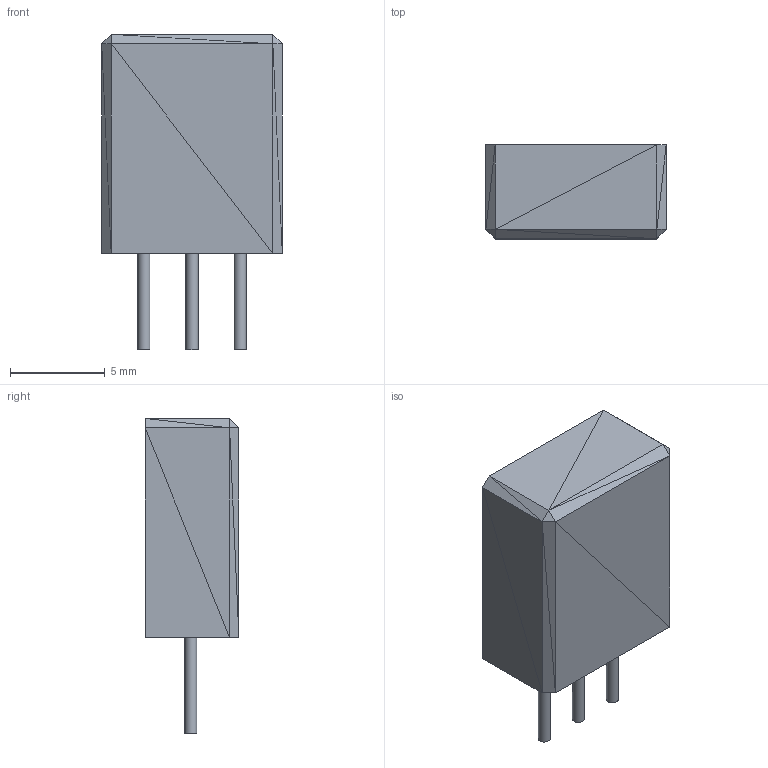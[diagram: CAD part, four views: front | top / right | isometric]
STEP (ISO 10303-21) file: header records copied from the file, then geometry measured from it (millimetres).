
FILE_DESCRIPTION(('STEP AP214'),'1');
FILE_NAME('POT_PV36W_BRN','2025-09-03T10:55:42',(''),(''),'','','');
FILE_SCHEMA(('AUTOMOTIVE_DESIGN'));
Length unit declared in the file: millimetre
Products named in the file (1): product
Bounding box: 9.52 x 4.95 x 16.64 mm (x, y, z)
Volume: 544.9 mm3; surface area: 448.3 mm2
Topology: 4 solids, 4 shells, 37 faces, 51 edges, 22 vertices
Faces by surface type: plane 34, cylinder 3
Full cylindrical faces by diameter (mm): 0.635 x3
Entity records: 886 total; most frequent: DIRECTION 136, ORIENTED_EDGE 96, CARTESIAN_POINT 69, EDGE_CURVE 48, AXIS2_PLACEMENT_3D 47, LINE 42, VECTOR 42, EDGE_LOOP 40
